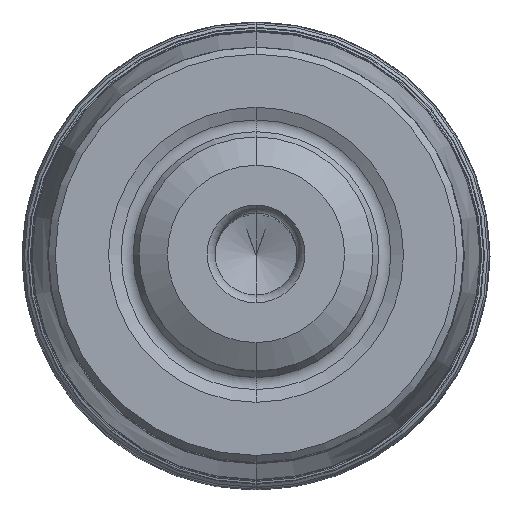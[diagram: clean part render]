
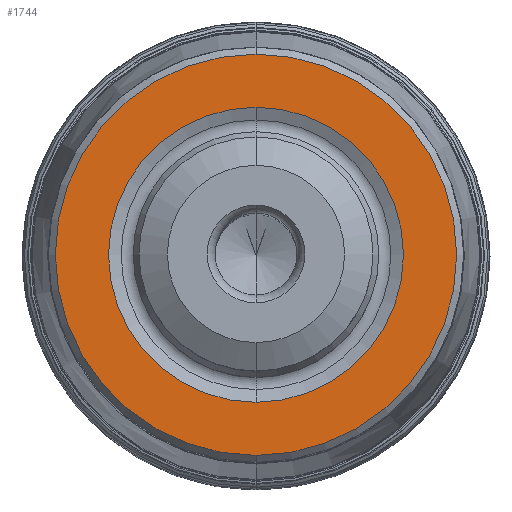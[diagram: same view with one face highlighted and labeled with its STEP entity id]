
A CAD part, top view. The second image highlights one B-rep face of the part: STEP entity #1744.
In plain terms, the highlighted face is planar.
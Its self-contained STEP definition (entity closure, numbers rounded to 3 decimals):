
#497=CARTESIAN_POINT('',(0.,0.,0.));
#498=DIRECTION('',(0.,0.,-1.));
#499=DIRECTION('',(0.,1.,0.));
#500=AXIS2_PLACEMENT_3D('',#497,#498,#499);
#519=CARTESIAN_POINT('',(0.,0.,0.));
#520=DIRECTION('',(0.,0.,1.));
#521=DIRECTION('',(0.,1.,0.));
#522=AXIS2_PLACEMENT_3D('',#519,#520,#521);
#527=CARTESIAN_POINT('',(0.,0.,0.));
#528=DIRECTION('',(0.,0.,-1.));
#529=DIRECTION('',(0.,1.,0.));
#530=AXIS2_PLACEMENT_3D('',#527,#528,#529);
#535=CARTESIAN_POINT('',(0.,0.,0.));
#536=DIRECTION('',(0.,0.,1.));
#537=DIRECTION('',(0.,1.,0.));
#538=AXIS2_PLACEMENT_3D('',#535,#536,#537);
#1177=CARTESIAN_POINT('',(0.,6.304,0.));
#1178=VERTEX_POINT('',#1177);
#1207=CARTESIAN_POINT('',(0.,-6.304,0.));
#1208=VERTEX_POINT('',#1207);
#1209=CARTESIAN_POINT('',(0.,8.575,0.));
#1211=VERTEX_POINT('',#1209);
#1213=CARTESIAN_POINT('',(0.,-8.575,0.));
#1215=VERTEX_POINT('',#1213);
#1729=CARTESIAN_POINT('',(0.,0.,0.));
#1730=DIRECTION('',(0.,0.,-1.));
#1731=DIRECTION('',(0.,-1.,0.));
#1732=AXIS2_PLACEMENT_3D('',#1729,#1730,#1731);
#1733=PLANE('',#1732);
#1734=ORIENTED_EDGE('',*,*,#1724,.T.);
#1735=ORIENTED_EDGE('',*,*,#1708,.F.);
#1736=EDGE_LOOP('',(#1734,#1735));
#1737=FACE_OUTER_BOUND('',#1736,.F.);
#1739=ORIENTED_EDGE('',*,*,#1738,.T.);
#1741=ORIENTED_EDGE('',*,*,#1740,.F.);
#1742=EDGE_LOOP('',(#1739,#1741));
#1743=FACE_BOUND('',#1742,.F.);
#501=CIRCLE('',#500,8.575);
#523=CIRCLE('',#522,8.575);
#531=CIRCLE('',#530,6.304);
#539=CIRCLE('',#538,6.304);
#1708=EDGE_CURVE('',#1211,#1215,#501,.T.);
#1724=EDGE_CURVE('',#1211,#1215,#523,.T.);
#1738=EDGE_CURVE('',#1178,#1208,#531,.T.);
#1740=EDGE_CURVE('',#1178,#1208,#539,.T.);
#1744=ADVANCED_FACE('',(#1737,#1743),#1733,.T.);
